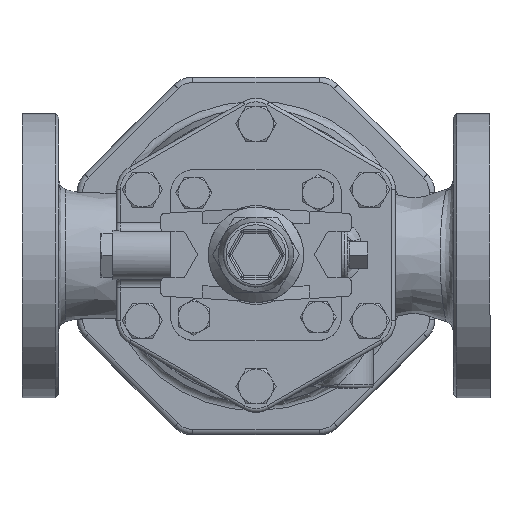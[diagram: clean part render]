
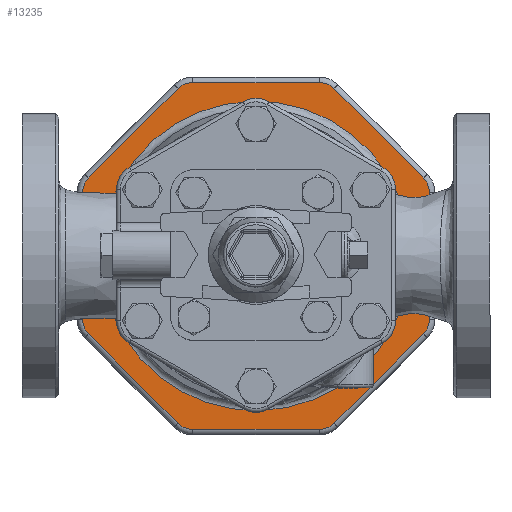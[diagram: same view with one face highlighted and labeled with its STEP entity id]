
A CAD part, top view. The second image highlights one B-rep face of the part: STEP entity #13235.
In plain terms, the highlighted planar face has unit normal (0, 0, 1).
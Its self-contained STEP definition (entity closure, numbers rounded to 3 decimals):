
#1141=FACE_BOUND('',#2988,.T.);
#1345=CIRCLE('',#14158,11.351);
#1346=CIRCLE('',#14159,11.351);
#1347=CIRCLE('',#14160,11.351);
#1348=CIRCLE('',#14161,11.351);
#1349=CIRCLE('',#14162,11.351);
#1350=CIRCLE('',#14163,11.351);
#1351=CIRCLE('',#14164,11.351);
#1352=CIRCLE('',#14165,11.351);
#1353=CIRCLE('',#14166,84.279);
#2077=FACE_OUTER_BOUND('',#2987,.T.);
#2987=EDGE_LOOP('',(#8877,#8878,#8879,#8880,#8881,#8882,#8883,#8884,#8885,
#8886,#8887,#8888,#8889,#8890,#8891,#8892));
#2988=EDGE_LOOP('',(#8893));
#4074=LINE('',#19501,#4810);
#4075=LINE('',#19505,#4811);
#4076=LINE('',#19509,#4812);
#4077=LINE('',#19513,#4813);
#4078=LINE('',#19517,#4814);
#4079=LINE('',#19521,#4815);
#4080=LINE('',#19525,#4816);
#4081=LINE('',#19529,#4817);
#4810=VECTOR('',#15725,68.883);
#4811=VECTOR('',#15728,68.883);
#4812=VECTOR('',#15731,68.883);
#4813=VECTOR('',#15734,68.883);
#4814=VECTOR('',#15737,68.883);
#4815=VECTOR('',#15740,68.883);
#4816=VECTOR('',#15743,68.883);
#4817=VECTOR('',#15746,68.883);
#5558=VERTEX_POINT('',#19499);
#5559=VERTEX_POINT('',#19500);
#5560=VERTEX_POINT('',#19502);
#5561=VERTEX_POINT('',#19504);
#5562=VERTEX_POINT('',#19506);
#5563=VERTEX_POINT('',#19508);
#5564=VERTEX_POINT('',#19510);
#5565=VERTEX_POINT('',#19512);
#5566=VERTEX_POINT('',#19514);
#5567=VERTEX_POINT('',#19516);
#5568=VERTEX_POINT('',#19518);
#5569=VERTEX_POINT('',#19520);
#5570=VERTEX_POINT('',#19522);
#5571=VERTEX_POINT('',#19524);
#5572=VERTEX_POINT('',#19526);
#5573=VERTEX_POINT('',#19528);
#5574=VERTEX_POINT('',#19531);
#6842=EDGE_CURVE('',#5558,#5559,#4074,.T.);
#6843=EDGE_CURVE('',#5560,#5558,#1345,.T.);
#6844=EDGE_CURVE('',#5561,#5560,#4075,.T.);
#6845=EDGE_CURVE('',#5562,#5561,#1346,.T.);
#6846=EDGE_CURVE('',#5563,#5562,#4076,.T.);
#6847=EDGE_CURVE('',#5564,#5563,#1347,.T.);
#6848=EDGE_CURVE('',#5565,#5564,#4077,.T.);
#6849=EDGE_CURVE('',#5566,#5565,#1348,.T.);
#6850=EDGE_CURVE('',#5567,#5566,#4078,.T.);
#6851=EDGE_CURVE('',#5568,#5567,#1349,.T.);
#6852=EDGE_CURVE('',#5569,#5568,#4079,.T.);
#6853=EDGE_CURVE('',#5570,#5569,#1350,.T.);
#6854=EDGE_CURVE('',#5571,#5570,#4080,.T.);
#6855=EDGE_CURVE('',#5572,#5571,#1351,.T.);
#6856=EDGE_CURVE('',#5573,#5572,#4081,.T.);
#6857=EDGE_CURVE('',#5559,#5573,#1352,.T.);
#6858=EDGE_CURVE('',#5574,#5574,#1353,.T.);
#8877=ORIENTED_EDGE('',*,*,#6842,.F.);
#8878=ORIENTED_EDGE('',*,*,#6843,.F.);
#8879=ORIENTED_EDGE('',*,*,#6844,.F.);
#8880=ORIENTED_EDGE('',*,*,#6845,.F.);
#8881=ORIENTED_EDGE('',*,*,#6846,.F.);
#8882=ORIENTED_EDGE('',*,*,#6847,.F.);
#8883=ORIENTED_EDGE('',*,*,#6848,.F.);
#8884=ORIENTED_EDGE('',*,*,#6849,.F.);
#8885=ORIENTED_EDGE('',*,*,#6850,.F.);
#8886=ORIENTED_EDGE('',*,*,#6851,.F.);
#8887=ORIENTED_EDGE('',*,*,#6852,.F.);
#8888=ORIENTED_EDGE('',*,*,#6853,.F.);
#8889=ORIENTED_EDGE('',*,*,#6854,.F.);
#8890=ORIENTED_EDGE('',*,*,#6855,.F.);
#8891=ORIENTED_EDGE('',*,*,#6856,.F.);
#8892=ORIENTED_EDGE('',*,*,#6857,.F.);
#8893=ORIENTED_EDGE('',*,*,#6858,.F.);
#12886=PLANE('',#14157);
#13235=ADVANCED_FACE('',(#2077,#1141),#12886,.T.);
#14157=AXIS2_PLACEMENT_3D('',#19498,#15723,#15724);
#14158=AXIS2_PLACEMENT_3D('',#19503,#15726,#15727);
#14159=AXIS2_PLACEMENT_3D('',#19507,#15729,#15730);
#14160=AXIS2_PLACEMENT_3D('',#19511,#15732,#15733);
#14161=AXIS2_PLACEMENT_3D('',#19515,#15735,#15736);
#14162=AXIS2_PLACEMENT_3D('',#19519,#15738,#15739);
#14163=AXIS2_PLACEMENT_3D('',#19523,#15741,#15742);
#14164=AXIS2_PLACEMENT_3D('',#19527,#15744,#15745);
#14165=AXIS2_PLACEMENT_3D('',#19530,#15747,#15748);
#14166=AXIS2_PLACEMENT_3D('',#19532,#15749,#15750);
#15723=DIRECTION('center_axis',(0.,0.,1.));
#15724=DIRECTION('ref_axis',(1.,0.,0.));
#15725=DIRECTION('',(0.,-1.,0.));
#15726=DIRECTION('center_axis',(0.,0.,-1.));
#15727=DIRECTION('ref_axis',(0.924,0.383,0.));
#15728=DIRECTION('',(0.707,-0.707,0.));
#15729=DIRECTION('center_axis',(0.,0.,-1.));
#15730=DIRECTION('ref_axis',(0.383,0.924,0.));
#15731=DIRECTION('',(1.,0.,0.));
#15732=DIRECTION('center_axis',(0.,0.,-1.));
#15733=DIRECTION('ref_axis',(-0.383,0.924,0.));
#15734=DIRECTION('',(0.707,0.707,0.));
#15735=DIRECTION('center_axis',(0.,0.,-1.));
#15736=DIRECTION('ref_axis',(-0.924,0.383,0.));
#15737=DIRECTION('',(0.,1.,0.));
#15738=DIRECTION('center_axis',(0.,0.,-1.));
#15739=DIRECTION('ref_axis',(-0.924,-0.383,0.));
#15740=DIRECTION('',(-0.707,0.707,0.));
#15741=DIRECTION('center_axis',(0.,0.,-1.));
#15742=DIRECTION('ref_axis',(-0.383,-0.924,0.));
#15743=DIRECTION('',(-1.,0.,0.));
#15744=DIRECTION('center_axis',(0.,0.,-1.));
#15745=DIRECTION('ref_axis',(0.383,-0.924,0.));
#15746=DIRECTION('',(-0.707,-0.707,0.));
#15747=DIRECTION('center_axis',(0.,0.,-1.));
#15748=DIRECTION('ref_axis',(0.924,-0.383,0.));
#15749=DIRECTION('center_axis',(0.,0.,1.));
#15750=DIRECTION('ref_axis',(-1.,0.,0.));
#19498=CARTESIAN_POINT('Origin',(0.,0.,21.));
#19499=CARTESIAN_POINT('',(94.5,34.442,21.));
#19500=CARTESIAN_POINT('',(94.5,-34.442,21.));
#19501=CARTESIAN_POINT('',(94.5,-20.193,21.));
#19502=CARTESIAN_POINT('',(91.175,42.468,21.));
#19503=CARTESIAN_POINT('Origin',(83.149,34.442,21.));
#19504=CARTESIAN_POINT('',(42.468,91.175,21.));
#19505=CARTESIAN_POINT('',(81.1,52.543,21.));
#19506=CARTESIAN_POINT('',(34.442,94.5,21.));
#19507=CARTESIAN_POINT('Origin',(34.442,83.149,21.));
#19508=CARTESIAN_POINT('',(-34.442,94.5,21.));
#19509=CARTESIAN_POINT('',(20.193,94.5,21.));
#19510=CARTESIAN_POINT('',(-42.468,91.175,21.));
#19511=CARTESIAN_POINT('Origin',(-34.442,83.149,21.));
#19512=CARTESIAN_POINT('',(-91.175,42.468,21.));
#19513=CARTESIAN_POINT('',(-52.543,81.1,21.));
#19514=CARTESIAN_POINT('',(-94.5,34.442,21.));
#19515=CARTESIAN_POINT('Origin',(-83.149,34.442,21.));
#19516=CARTESIAN_POINT('',(-94.5,-34.442,21.));
#19517=CARTESIAN_POINT('',(-94.5,20.193,21.));
#19518=CARTESIAN_POINT('',(-91.175,-42.468,21.));
#19519=CARTESIAN_POINT('Origin',(-83.149,-34.442,21.));
#19520=CARTESIAN_POINT('',(-42.468,-91.175,21.));
#19521=CARTESIAN_POINT('',(-81.1,-52.543,21.));
#19522=CARTESIAN_POINT('',(-34.442,-94.5,21.));
#19523=CARTESIAN_POINT('Origin',(-34.442,-83.149,21.));
#19524=CARTESIAN_POINT('',(34.442,-94.5,21.));
#19525=CARTESIAN_POINT('',(-20.193,-94.5,21.));
#19526=CARTESIAN_POINT('',(42.468,-91.175,21.));
#19527=CARTESIAN_POINT('Origin',(34.442,-83.149,21.));
#19528=CARTESIAN_POINT('',(91.175,-42.468,21.));
#19529=CARTESIAN_POINT('',(52.543,-81.1,21.));
#19530=CARTESIAN_POINT('Origin',(83.149,-34.442,21.));
#19531=CARTESIAN_POINT('',(-78.517,-30.628,21.));
#19532=CARTESIAN_POINT('Origin',(0.,0.,21.));
